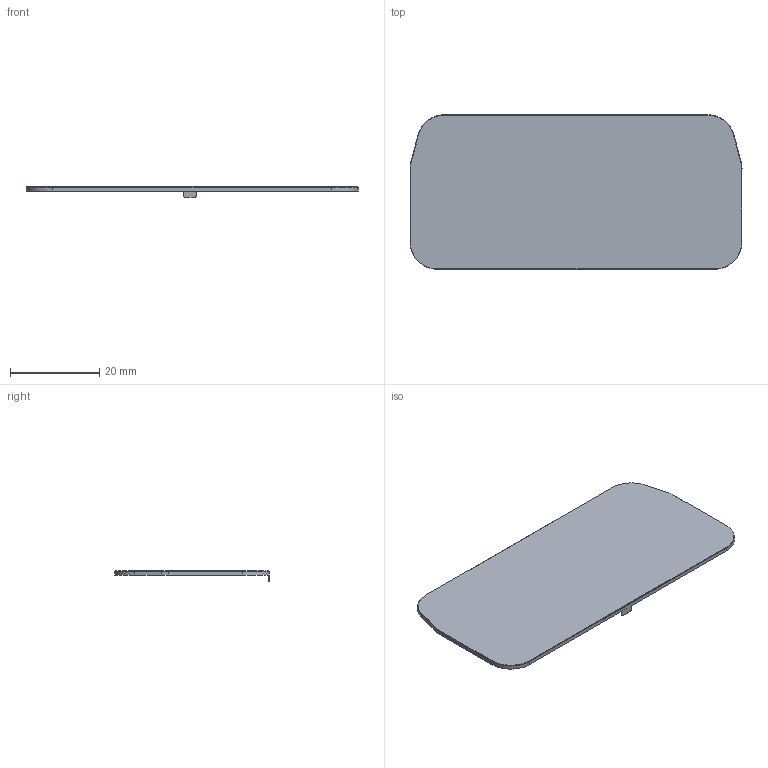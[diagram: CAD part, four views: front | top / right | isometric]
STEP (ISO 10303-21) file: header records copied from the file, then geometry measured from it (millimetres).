
FILE_DESCRIPTION (( 'STEP AP203' ), '1' );
FILE_NAME ('KN-PS25-12-25.step', '2025-04-29T14:32:54', ( '' ), ( '' ), 'SwSTEP 2.0', 'SolidWorks 2024', '' );
FILE_SCHEMA (( 'CONFIG_CONTROL_DESIGN' ));
Length unit declared in the file: millimetre
Products named in the file (1): KN-PS25-12-25
Bounding box: 74.37 x 34.61 x 2.4 mm (x, y, z)
Volume: 2513.9 mm3; surface area: 5246.2 mm2
Topology: 1 solids, 1 shells, 33 faces, 90 edges, 60 vertices
Faces by surface type: plane 19, cylinder 14
Entity records: 1129 total; most frequent: DIRECTION 186, CARTESIAN_POINT 184, ORIENTED_EDGE 180, EDGE_CURVE 90, LINE 62, VECTOR 62, AXIS2_PLACEMENT_3D 62, VERTEX_POINT 60
